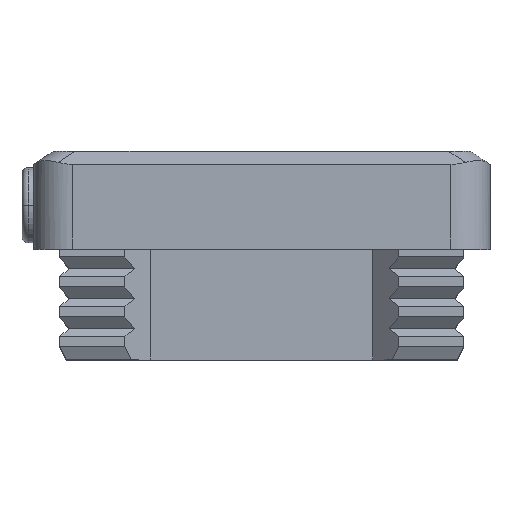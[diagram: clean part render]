
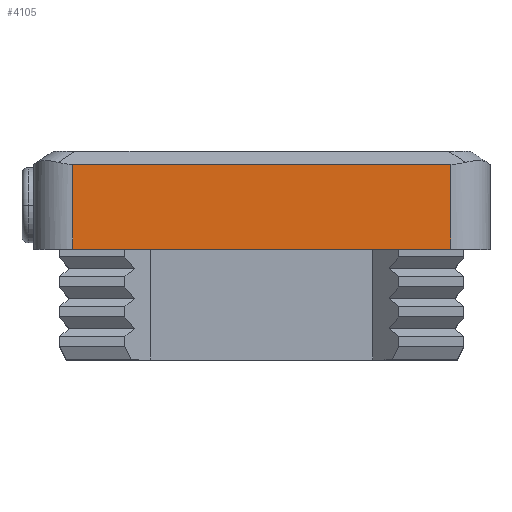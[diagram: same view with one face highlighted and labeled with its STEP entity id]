
A CAD part, top view. The second image highlights one B-rep face of the part: STEP entity #4105.
In plain terms, the highlighted planar face has unit normal (0, 0, 1).
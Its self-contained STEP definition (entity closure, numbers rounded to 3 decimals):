
#370 = CARTESIAN_POINT ( 'NONE',  ( -14.5, 15., 17.5 ) ) ;
#564 = EDGE_CURVE ( 'NONE', #4286, #1334, #3417, .T. ) ;
#799 = CARTESIAN_POINT ( 'NONE',  ( 14.5, 15., 17.5 ) ) ;
#844 = DIRECTION ( 'NONE',  ( 0., -1., 0. ) ) ;
#929 = CARTESIAN_POINT ( 'NONE',  ( 17.5, 8.5, 17.5 ) ) ;
#1110 = EDGE_CURVE ( 'NONE', #4171, #4286, #3546, .T. ) ;
#1278 = CARTESIAN_POINT ( 'NONE',  ( -14.5, 8.5, 17.5 ) ) ;
#1305 = ORIENTED_EDGE ( 'NONE', *, *, #1110, .T. ) ;
#1334 = VERTEX_POINT ( 'NONE', #370 ) ;
#1513 = DIRECTION ( 'NONE',  ( -1., 0., 0. ) ) ;
#1777 = VECTOR ( 'NONE', #3129, 1000. ) ;
#2112 = EDGE_CURVE ( 'NONE', #4171, #3628, #4556, .T. ) ;
#2223 = AXIS2_PLACEMENT_3D ( 'NONE', #3145, #3501, #2319 ) ;
#2245 = ORIENTED_EDGE ( 'NONE', *, *, #2112, .F. ) ;
#2282 = EDGE_LOOP ( 'NONE', ( #2339, #4558, #2245, #1305 ) ) ;
#2319 = DIRECTION ( 'NONE',  ( -1., 0., 0. ) ) ;
#2339 = ORIENTED_EDGE ( 'NONE', *, *, #564, .T. ) ;
#2752 = LINE ( 'NONE', #1278, #4319 ) ;
#2764 = DIRECTION ( 'NONE',  ( -1., 0., 0. ) ) ;
#2955 = VECTOR ( 'NONE', #1513, 1000. ) ;
#3101 = PLANE ( 'NONE',  #2223 ) ;
#3129 = DIRECTION ( 'NONE',  ( 0., 1., 0. ) ) ;
#3145 = CARTESIAN_POINT ( 'NONE',  ( 17.5, 8.5, 17.5 ) ) ;
#3417 = LINE ( 'NONE', #4485, #2955 ) ;
#3433 = CARTESIAN_POINT ( 'NONE',  ( -14.5, 8.5, 17.5 ) ) ;
#3501 = DIRECTION ( 'NONE',  ( 0., 0., -1. ) ) ;
#3521 = FACE_OUTER_BOUND ( 'NONE', #2282, .T. ) ;
#3546 = LINE ( 'NONE', #4525, #1777 ) ;
#3628 = VERTEX_POINT ( 'NONE', #3433 ) ;
#4105 = ADVANCED_FACE ( 'NONE', ( #3521 ), #3101, .F. ) ;
#4171 = VERTEX_POINT ( 'NONE', #4708 ) ;
#4286 = VERTEX_POINT ( 'NONE', #799 ) ;
#4319 = VECTOR ( 'NONE', #844, 1000. ) ;
#4376 = VECTOR ( 'NONE', #2764, 1000. ) ;
#4465 = EDGE_CURVE ( 'NONE', #1334, #3628, #2752, .T. ) ;
#4485 = CARTESIAN_POINT ( 'NONE',  ( 17.5, 15., 17.5 ) ) ;
#4525 = CARTESIAN_POINT ( 'NONE',  ( 14.5, 8.5, 17.5 ) ) ;
#4556 = LINE ( 'NONE', #929, #4376 ) ;
#4558 = ORIENTED_EDGE ( 'NONE', *, *, #4465, .T. ) ;
#4708 = CARTESIAN_POINT ( 'NONE',  ( 14.5, 8.5, 17.5 ) ) ;
